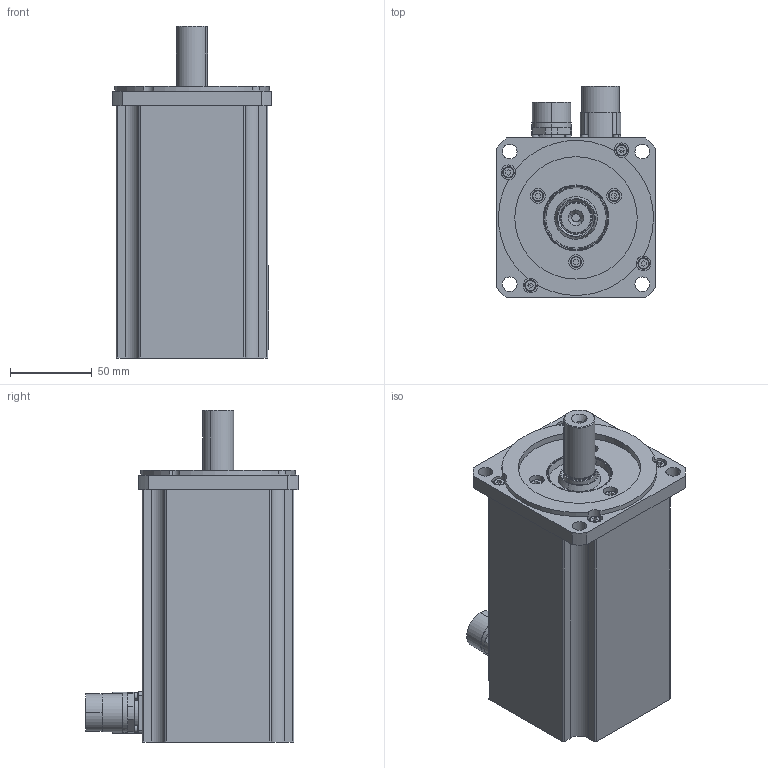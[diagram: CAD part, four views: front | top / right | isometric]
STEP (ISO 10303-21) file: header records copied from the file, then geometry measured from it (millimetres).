
FILE_DESCRIPTION (( 'STEP AP203' ), '1' );
FILE_NAME ('Motor_EGK80-40NRB-+-Katalog11.10_ .STEP', '2010-11-03T10:30:10', ( 'Groschopp' ), ( 'Groschopp AG' ), 'SwSTEP 2.0', 'SolidWorks 2007', '' );
FILE_SCHEMA (( 'CONFIG_CONTROL_DESIGN' ));
Length unit declared in the file: millimetre
Products named in the file (1): Motor_EGK80-40NRB-+-Katalog11.10_ 
Bounding box: 98 x 130 x 203.47 mm (x, y, z)
Surface area: 100129.5 mm2 (no closed solid volume)
Topology: 0 solids, 24 shells, 331 faces, 921 edges, 618 vertices
Faces by surface type: plane 162, cylinder 115, cone 46, torus 8
Entity records: 10666 total; most frequent: DIRECTION 1963, CARTESIAN_POINT 1871, ORIENTED_EDGE 1559, EDGE_CURVE 921, AXIS2_PLACEMENT_3D 710, VERTEX_POINT 618, VECTOR 543, LINE 543
